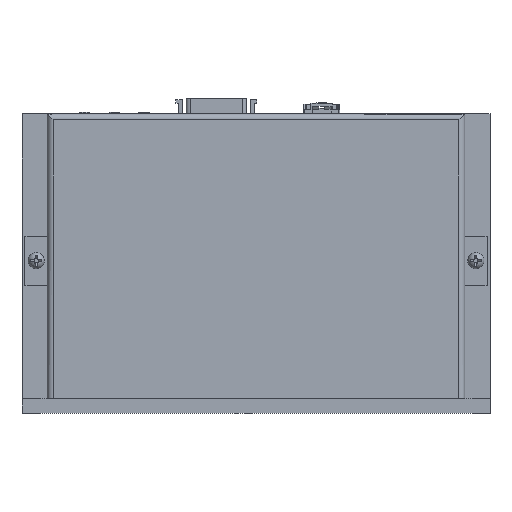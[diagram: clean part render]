
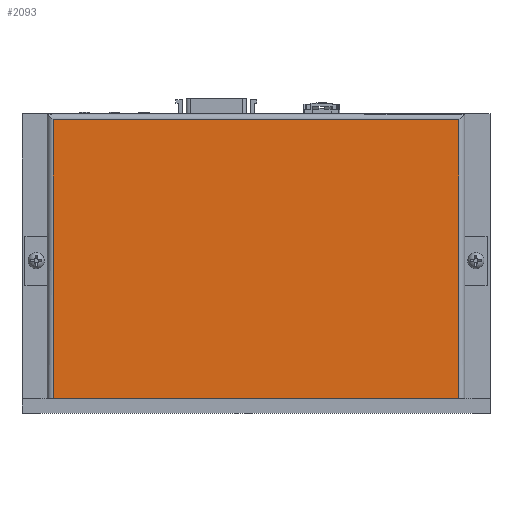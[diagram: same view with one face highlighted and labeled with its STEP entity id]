
A CAD part, front view. The second image highlights one B-rep face of the part: STEP entity #2093.
In plain terms, the highlighted face is planar.
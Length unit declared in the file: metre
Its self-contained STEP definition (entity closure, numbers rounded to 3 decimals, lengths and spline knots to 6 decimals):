
#2093=ADVANCED_FACE('',(#3498),#3499,.F.);
#3498=FACE_OUTER_BOUND('',#5730,.T.);
#3499=PLANE('',#5731);
#5730=EDGE_LOOP('',(#9758,#9759,#9760,#9761));
#5731=AXIS2_PLACEMENT_3D('',#9762,#9763,#9764);
#9758=ORIENTED_EDGE('',*,*,#16766,.F.);
#9759=ORIENTED_EDGE('',*,*,#16767,.T.);
#9760=ORIENTED_EDGE('',*,*,#16768,.T.);
#9761=ORIENTED_EDGE('',*,*,#16726,.T.);
#9762=CARTESIAN_POINT('',(0.025,-0.076056,0.027778));
#9763=DIRECTION('',(-1.0,0.0,0.0));
#9764=DIRECTION('',(0.0,0.0,1.0));
#16726=EDGE_CURVE('',#20766,#20763,#20767,.T.);
#16766=EDGE_CURVE('',#20834,#20763,#20835,.T.);
#16767=EDGE_CURVE('',#20834,#20836,#20837,.F.);
#16768=EDGE_CURVE('',#20836,#20766,#20838,.T.);
#20763=VERTEX_POINT('',#27432);
#20766=VERTEX_POINT('',#27435);
#20767=LINE('',#27436,#27437);
#20834=VERTEX_POINT('',#27539);
#20835=LINE('',#27540,#27541);
#20836=VERTEX_POINT('',#27542);
#20837=LINE('',#27543,#27544);
#20838=LINE('',#27545,#27546);
#27432=CARTESIAN_POINT('',(0.025,0.019444,-0.110222));
#27435=CARTESIAN_POINT('',(0.025,-0.074056,-0.110222));
#27436=CARTESIAN_POINT('',(0.025,-0.076056,-0.110222));
#27437=VECTOR('',#35765,1.0);
#27539=CARTESIAN_POINT('',(0.025,0.019444,0.025778));
#27540=CARTESIAN_POINT('',(0.025,0.019444,0.027778));
#27541=VECTOR('',#35813,1.0);
#27542=CARTESIAN_POINT('',(0.025,-0.074056,0.025778));
#27543=CARTESIAN_POINT('',(0.025,-0.076056,0.025778));
#27544=VECTOR('',#35814,1.0);
#27545=CARTESIAN_POINT('',(0.025,-0.074056,0.027778));
#27546=VECTOR('',#35815,1.0);
#35765=DIRECTION('',(0.0,1.0,0.0));
#35813=DIRECTION('',(0.0,0.0,-1.0));
#35814=DIRECTION('',(0.0,1.0,0.0));
#35815=DIRECTION('',(0.0,0.0,-1.0));
